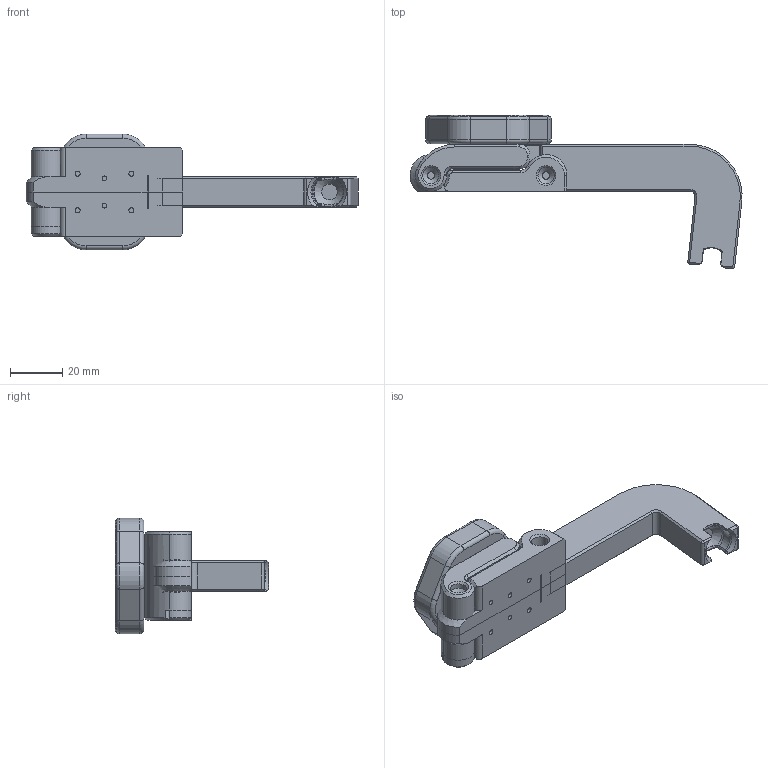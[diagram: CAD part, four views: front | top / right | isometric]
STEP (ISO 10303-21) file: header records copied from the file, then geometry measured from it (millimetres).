
FILE_DESCRIPTION(/* description */ (''),/* implementation_level */ '2;1');
FILE_NAME(/* name */ 'boomdozer hinge.step',/* time_stamp */ '2024-03-09T08:10:51-06:00',/* author */ (''),/* organization */ (''),/* preprocessor_version */ 'ST-DEVELOPER v20',/* originating_system */ 'Autodesk Translation Framework v12.20.1.177',/* authorisation */ '');
FILE_SCHEMA (('AUTOMOTIVE_DESIGN { 1 0 10303 214 3 1 1 }'));
Length unit declared in the file: millimetre
Products named in the file (1): boomdozer hinge
Bounding box: 126.91 x 58.7 x 44.25 mm (x, y, z)
Volume: 63417.6 mm3; surface area: 27718.9 mm2
Topology: 7 solids, 8 shells, 438 faces, 1107 edges, 689 vertices
Faces by surface type: plane 191, cylinder 120, cone 61, bspline 46, torus 16, sphere 4
Full cylindrical faces by diameter (mm): 1.8 x2, 1.93 x4, 2.86 x3, 2.96 x1, 4.7 x2, 6.2 x2, 7.8 x2, 8 x2, 8.2 x1, 10.2 x1, 14 x2, 14.4 x1, 18 x1
Entity records: 14404 total; most frequent: CARTESIAN_POINT 3949, ORIENTED_EDGE 2214, DIRECTION 2106, EDGE_CURVE 1107, AXIS2_PLACEMENT_3D 752, VERTEX_POINT 689, LINE 602, VECTOR 602
